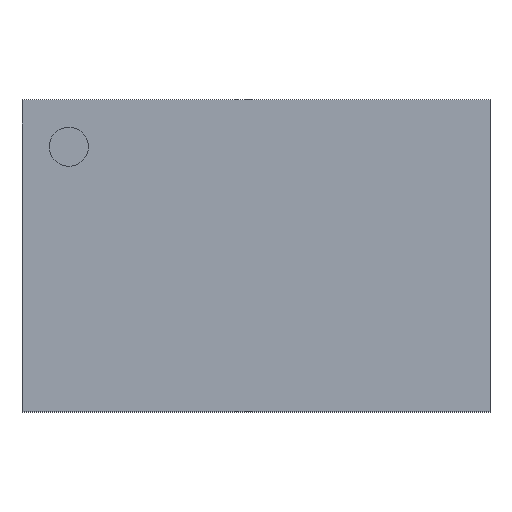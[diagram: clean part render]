
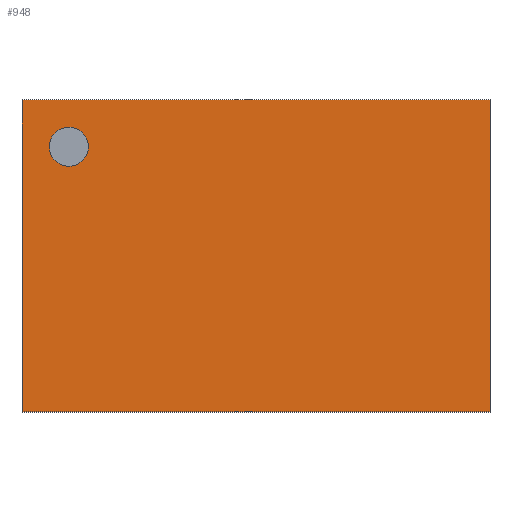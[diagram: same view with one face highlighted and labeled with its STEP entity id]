
A CAD part, top view. The second image highlights one B-rep face of the part: STEP entity #948.
In plain terms, the highlighted planar face has unit normal (0, 0, 1).
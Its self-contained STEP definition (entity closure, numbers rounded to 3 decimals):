
#35=FACE_BOUND('',#171,.T.);
#41=PLANE('',#1039);
#105=FACE_OUTER_BOUND('',#170,.T.);
#170=EDGE_LOOP('',(#709,#710,#711,#712));
#171=EDGE_LOOP('',(#713));
#233=LINE('',#1377,#355);
#236=LINE('',#1383,#358);
#239=LINE('',#1389,#361);
#242=LINE('',#1393,#364);
#355=VECTOR('',#1115,10.);
#358=VECTOR('',#1120,10.);
#361=VECTOR('',#1125,10.);
#364=VECTOR('',#1130,10.);
#474=CIRCLE('',#1032,0.125);
#478=VERTEX_POINT('',#1364);
#482=VERTEX_POINT('',#1374);
#483=VERTEX_POINT('',#1376);
#485=VERTEX_POINT('',#1382);
#487=VERTEX_POINT('',#1388);
#562=EDGE_CURVE('',#478,#478,#474,.T.);
#567=EDGE_CURVE('',#483,#482,#233,.T.);
#570=EDGE_CURVE('',#485,#483,#236,.T.);
#573=EDGE_CURVE('',#487,#485,#239,.T.);
#576=EDGE_CURVE('',#482,#487,#242,.T.);
#709=ORIENTED_EDGE('',*,*,#576,.T.);
#710=ORIENTED_EDGE('',*,*,#573,.T.);
#711=ORIENTED_EDGE('',*,*,#570,.T.);
#712=ORIENTED_EDGE('',*,*,#567,.T.);
#713=ORIENTED_EDGE('',*,*,#562,.T.);
#948=ADVANCED_FACE('',(#105,#35),#41,.T.);
#1032=AXIS2_PLACEMENT_3D('',#1365,#1104,#1105);
#1039=AXIS2_PLACEMENT_3D('',#1394,#1131,#1132);
#1104=DIRECTION('center_axis',(0.,0.,-1.));
#1105=DIRECTION('ref_axis',(-1.,0.,0.));
#1115=DIRECTION('',(0.,1.,0.));
#1120=DIRECTION('',(1.,0.,0.));
#1125=DIRECTION('',(0.,-1.,0.));
#1130=DIRECTION('',(-1.,0.,0.));
#1131=DIRECTION('center_axis',(0.,0.,1.));
#1132=DIRECTION('ref_axis',(1.,0.,0.));
#1364=CARTESIAN_POINT('',(-1.075,0.7,0.55));
#1365=CARTESIAN_POINT('Origin',(-1.2,0.7,0.55));
#1374=CARTESIAN_POINT('',(1.5,1.,0.55));
#1376=CARTESIAN_POINT('',(1.5,-1.,0.55));
#1377=CARTESIAN_POINT('',(1.5,1.,0.55));
#1382=CARTESIAN_POINT('',(-1.5,-1.,0.55));
#1383=CARTESIAN_POINT('',(1.5,-1.,0.55));
#1388=CARTESIAN_POINT('',(-1.5,1.,0.55));
#1389=CARTESIAN_POINT('',(-1.5,-1.,0.55));
#1393=CARTESIAN_POINT('',(-1.5,1.,0.55));
#1394=CARTESIAN_POINT('Origin',(0.,0.,0.55));
